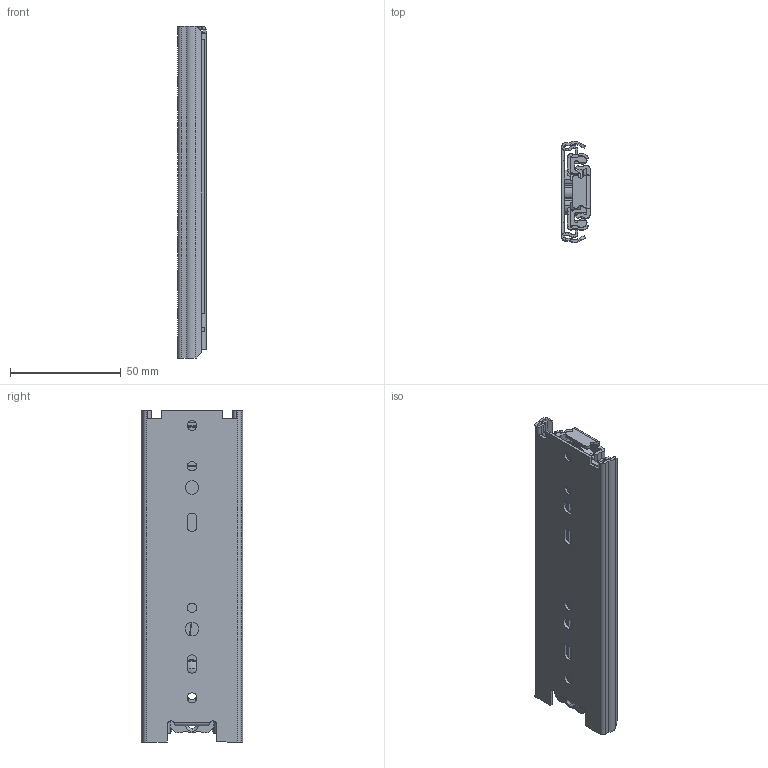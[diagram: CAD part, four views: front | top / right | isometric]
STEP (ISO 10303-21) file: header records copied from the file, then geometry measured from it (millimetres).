
FILE_DESCRIPTION (( 'STEP AP214' ), '1' );
FILE_NAME ('FR_5000_US.0150mm_0006inch_close.STEP', '2022-10-11T11:24:32', ( '' ), ( '' ), 'SwSTEP 2.0', 'SolidWorks 2020', '' );
FILE_SCHEMA (( 'AUTOMOTIVE_DESIGN' ));
Length unit declared in the file: millimetre
Products named in the file (11): 5000.XXX-03.T000_NL  150; 5000 RIVET; 5000.XXX-02.T000_NL  150; 5000.XXX-01.T000_NL  150; 5000 TRIGGER; 5000 DETENT; FR_5000_US.0150mm_0006inch_close; 5000 MIDDLE STOP NEW
Assembly tree (10 placements, depth 3):
  FR_5000_US.0150mm_0006inch_close
    5000.XXX-01.T000_NL  150
      5000.XXX-01.T000_NL  150
      5000 DETENT
    5000.XXX-02.T000_NL  150
      5000.XXX-02.T000_NL  150
      5000 MIDDLE STOP NEW
    5000.XXX-03.T000_NL  150
      5000.XXX-03.T000_NL  150
      5000 TRIGGER
      5000 RIVET
Bounding box: 12.7 x 45.7 x 150 mm (x, y, z)
Volume: 28947.2 mm3; surface area: 46752.6 mm2
Topology: 7 solids, 7 shells, 682 faces, 1699 edges, 1029 vertices
Faces by surface type: plane 363, cylinder 275, bspline 36, cone 6, torus 2
Entity records: 21656 total; most frequent: CARTESIAN_POINT 5027, DIRECTION 3458, ORIENTED_EDGE 3392, EDGE_CURVE 1696, AXIS2_PLACEMENT_3D 1218, VERTEX_POINT 1029, LINE 1022, VECTOR 1022
